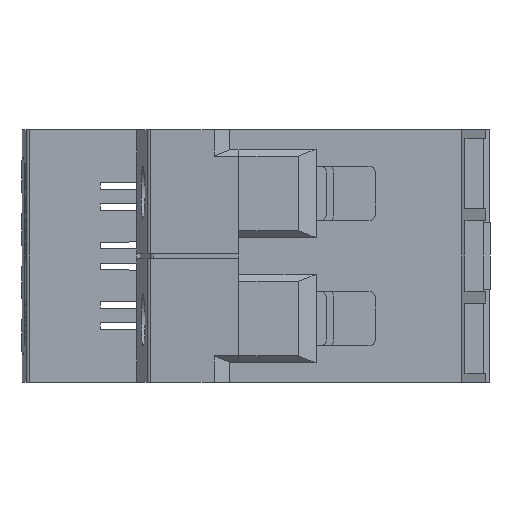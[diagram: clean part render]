
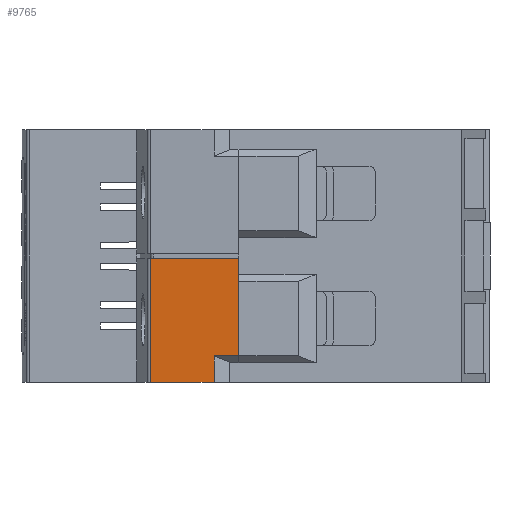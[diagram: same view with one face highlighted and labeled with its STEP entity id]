
A CAD part, left-side view. The second image highlights one B-rep face of the part: STEP entity #9765.
In plain terms, the highlighted planar face has unit normal (-0.997, 0.077, 0).
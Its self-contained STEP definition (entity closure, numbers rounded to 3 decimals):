
#65 = ORIENTED_EDGE ( 'NONE', *, *, #16824, .F. ) ;
#295 = LINE ( 'NONE', #19597, #3514 ) ;
#500 = VERTEX_POINT ( 'NONE', #16749 ) ;
#1077 = EDGE_LOOP ( 'NONE', ( #24907, #15605, #11310, #6347, #19229, #65, #15767 ) ) ;
#1162 = DIRECTION ( 'NONE',  ( 0.078, 0.997, 0. ) ) ;
#1618 = DIRECTION ( 'NONE',  ( 0., 0., -1. ) ) ;
#1636 = LINE ( 'NONE', #21065, #9501 ) ;
#2356 = LINE ( 'NONE', #6523, #15180 ) ;
#2618 = EDGE_CURVE ( 'NONE', #3348, #500, #19959, .T. ) ;
#3117 = EDGE_CURVE ( 'NONE', #500, #18476, #20668, .T. ) ;
#3157 = VECTOR ( 'NONE', #1618, 1000. ) ;
#3178 = PLANE ( 'NONE',  #19290 ) ;
#3348 = VERTEX_POINT ( 'NONE', #15314 ) ;
#3447 = EDGE_CURVE ( 'NONE', #3348, #5369, #295, .T. ) ;
#3507 = CARTESIAN_POINT ( 'NONE',  ( -1., 31.7, -15.2 ) ) ;
#3514 = VECTOR ( 'NONE', #19340, 1000. ) ;
#4177 = VERTEX_POINT ( 'NONE', #17769 ) ;
#4731 = VECTOR ( 'NONE', #7451, 1000. ) ;
#4883 = CARTESIAN_POINT ( 'NONE',  ( -0.022, 44.273, -17.95 ) ) ;
#5369 = VERTEX_POINT ( 'NONE', #4883 ) ;
#6347 = ORIENTED_EDGE ( 'NONE', *, *, #24717, .T. ) ;
#6376 = DIRECTION ( 'NONE',  ( -0.078, -0.997, 0. ) ) ;
#6482 = DIRECTION ( 'NONE',  ( -0.078, -0.997, 0. ) ) ;
#6503 = VECTOR ( 'NONE', #6482, 1000. ) ;
#6523 = CARTESIAN_POINT ( 'NONE',  ( -1., 31.7, -15.2 ) ) ;
#7451 = DIRECTION ( 'NONE',  ( -0.078, -0.997, 0. ) ) ;
#8553 = DIRECTION ( 'NONE',  ( 0., 0., -1. ) ) ;
#9501 = VECTOR ( 'NONE', #13453, 1000. ) ;
#9765 = ADVANCED_FACE ( 'NONE', ( #22358 ), #3178, .F. ) ;
#9939 = CARTESIAN_POINT ( 'NONE',  ( -1., 31.7, -14.2 ) ) ;
#10385 = EDGE_CURVE ( 'NONE', #4177, #19405, #23203, .T. ) ;
#10908 = VECTOR ( 'NONE', #6376, 1000. ) ;
#11139 = CARTESIAN_POINT ( 'NONE',  ( -1., 31.7, -14.2 ) ) ;
#11310 = ORIENTED_EDGE ( 'NONE', *, *, #13723, .T. ) ;
#13453 = DIRECTION ( 'NONE',  ( 0., 0., 1. ) ) ;
#13723 = EDGE_CURVE ( 'NONE', #5369, #19649, #20197, .T. ) ;
#15180 = VECTOR ( 'NONE', #8553, 1000. ) ;
#15314 = CARTESIAN_POINT ( 'NONE',  ( -0.022, 44.273, -0.3 ) ) ;
#15535 = CARTESIAN_POINT ( 'NONE',  ( -1., 31.7, -3.6 ) ) ;
#15605 = ORIENTED_EDGE ( 'NONE', *, *, #3447, .T. ) ;
#15767 = ORIENTED_EDGE ( 'NONE', *, *, #3117, .F. ) ;
#16045 = CARTESIAN_POINT ( 'NONE',  ( -1., 31.7, -17.95 ) ) ;
#16749 = CARTESIAN_POINT ( 'NONE',  ( -1., 31.7, -0.3 ) ) ;
#16824 = EDGE_CURVE ( 'NONE', #18476, #19405, #2356, .T. ) ;
#17769 = CARTESIAN_POINT ( 'NONE',  ( -0.728, 35.193, -14.2 ) ) ;
#18476 = VERTEX_POINT ( 'NONE', #15535 ) ;
#18548 = CARTESIAN_POINT ( 'NONE',  ( -1., 31.7, 17.95 ) ) ;
#19229 = ORIENTED_EDGE ( 'NONE', *, *, #10385, .T. ) ;
#19290 = AXIS2_PLACEMENT_3D ( 'NONE', #18548, #24516, #1162 ) ;
#19340 = DIRECTION ( 'NONE',  ( 0., 0., -1. ) ) ;
#19405 = VERTEX_POINT ( 'NONE', #9939 ) ;
#19597 = CARTESIAN_POINT ( 'NONE',  ( -0.022, 44.273, 17.95 ) ) ;
#19649 = VERTEX_POINT ( 'NONE', #19701 ) ;
#19701 = CARTESIAN_POINT ( 'NONE',  ( -0.728, 35.193, -17.95 ) ) ;
#19959 = LINE ( 'NONE', #20223, #10908 ) ;
#20197 = LINE ( 'NONE', #16045, #6503 ) ;
#20223 = CARTESIAN_POINT ( 'NONE',  ( 0.011, 44.7, -0.3 ) ) ;
#20668 = LINE ( 'NONE', #3507, #3157 ) ;
#21065 = CARTESIAN_POINT ( 'NONE',  ( -0.728, 35.193, -14.2 ) ) ;
#22358 = FACE_OUTER_BOUND ( 'NONE', #1077, .T. ) ;
#23203 = LINE ( 'NONE', #11139, #4731 ) ;
#24516 = DIRECTION ( 'NONE',  ( 0.997, -0.078, 0. ) ) ;
#24717 = EDGE_CURVE ( 'NONE', #19649, #4177, #1636, .T. ) ;
#24907 = ORIENTED_EDGE ( 'NONE', *, *, #2618, .F. ) ;
